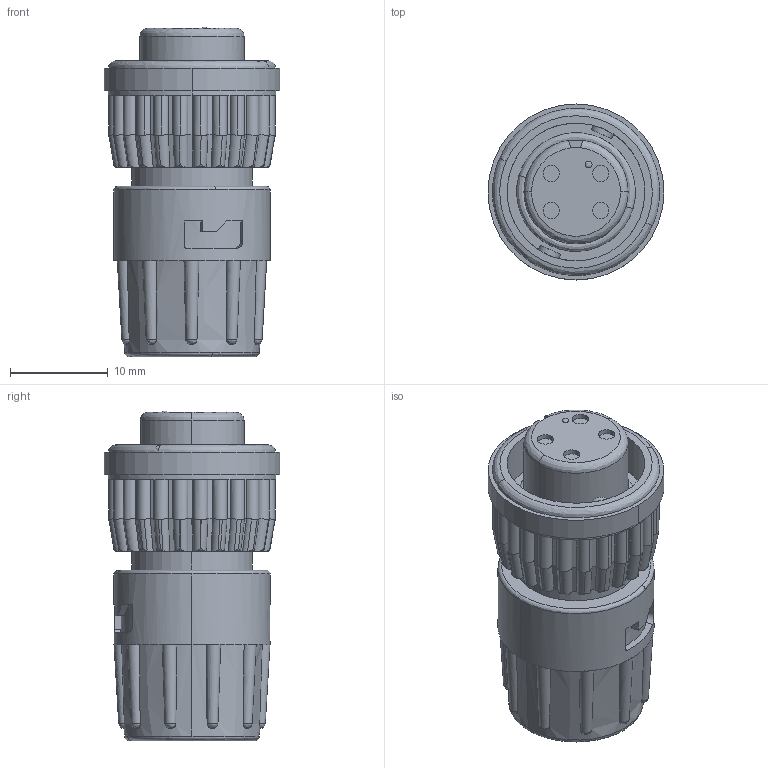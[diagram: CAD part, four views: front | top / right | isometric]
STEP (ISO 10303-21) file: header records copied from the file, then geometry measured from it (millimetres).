
FILE_DESCRIPTION (( 'STEP AP203' ), '1' );
FILE_NAME ('6280-4SG-318.STEP', '2018-01-23T15:53:24', ( '' ), ( '' ), 'SwSTEP 2.0', 'SolidWorks 2017', '' );
FILE_SCHEMA (( 'CONFIG_CONTROL_DESIGN' ));
Length unit declared in the file: inch
Products named in the file (1): 6280-4SG-318
Bounding box: 18.03 x 18.03 x 33.78 mm (x, y, z)
Volume: 5675.6 mm3; surface area: 2822 mm2
Topology: 1 solids, 1 shells, 325 faces, 914 edges, 607 vertices
Faces by surface type: cylinder 189, plane 75, bspline 59, cone 2
Entity records: 16041 total; most frequent: CARTESIAN_POINT 8679, ORIENTED_EDGE 1828, DIRECTION 1236, EDGE_CURVE 914, VERTEX_POINT 607, AXIS2_PLACEMENT_3D 500, EDGE_LOOP 341, ADVANCED_FACE 325
